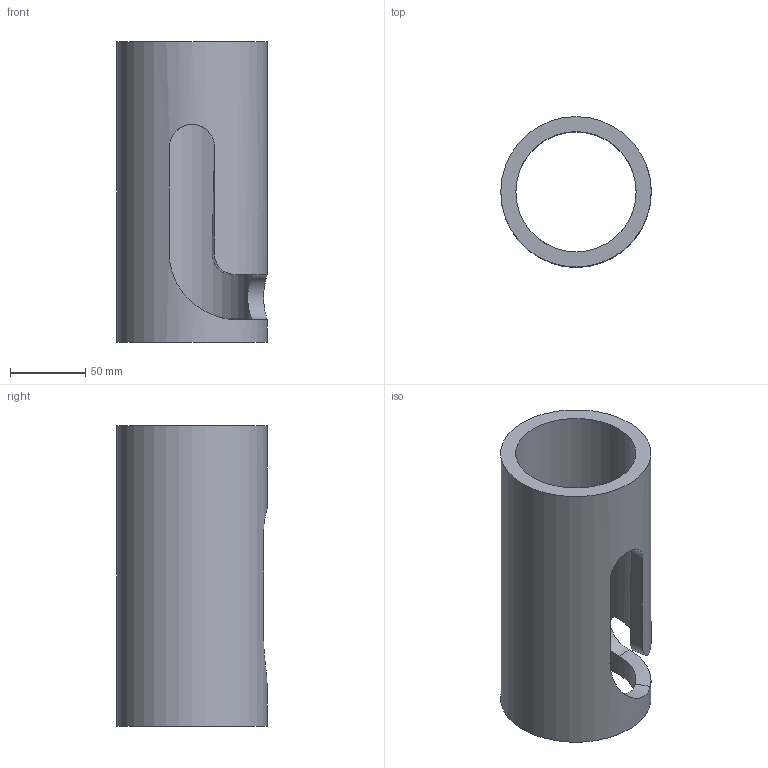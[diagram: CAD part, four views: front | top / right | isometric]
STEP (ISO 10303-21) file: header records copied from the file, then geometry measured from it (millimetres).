
FILE_DESCRIPTION(('FreeCAD Model'),'2;1');
FILE_NAME('Open CASCADE Shape Model','2025-02-08T09:58:28',(''),(''), 'Open CASCADE STEP processor 7.7','FreeCAD','Unknown');
FILE_SCHEMA(('AUTOMOTIVE_DESIGN { 1 0 10303 214 1 1 1 1 }'));
Products named in the file (1): Cut003
Bounding box: 100 x 100 x 200 mm (x, y, z)
Volume: 512757.3 mm3; surface area: 112119.1 mm2
Topology: 1 solids, 1 shells, 12 faces, 35 edges, 23 vertices
Faces by surface type: bspline 6, cylinder 4, plane 2
Full cylindrical faces by diameter (mm): 80 x1, 100 x1
Entity records: 31981 total; most frequent: CARTESIAN_POINT 31697, ORIENTED_EDGE 70, EDGE_CURVE 35, B_SPLINE_CURVE_WITH_KNOTS 27, DIRECTION 26, VERTEX_POINT 23, FACE_BOUND 14, EDGE_LOOP 14
